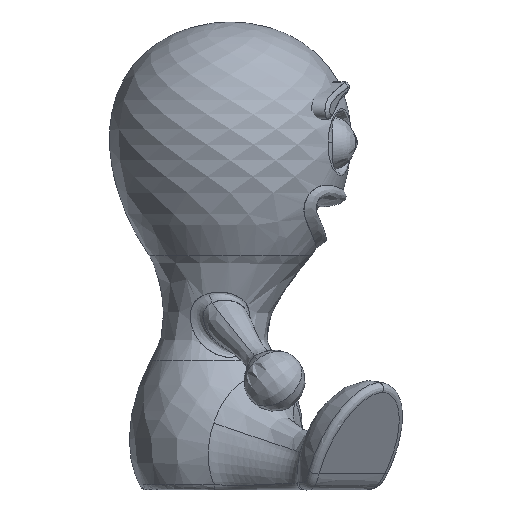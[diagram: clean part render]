
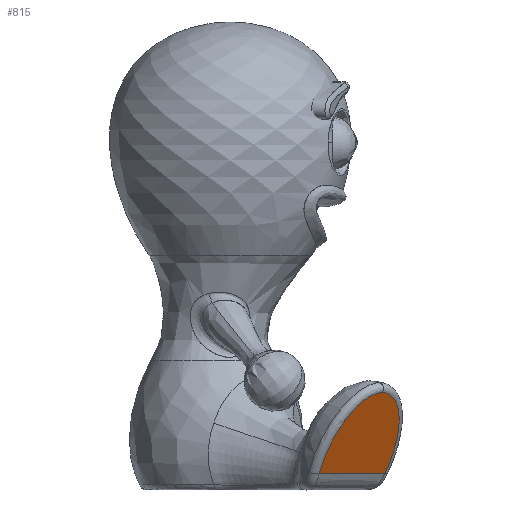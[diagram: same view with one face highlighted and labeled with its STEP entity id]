
A CAD part, left-side view. The second image highlights one B-rep face of the part: STEP entity #815.
In plain terms, the highlighted planar face has unit normal (-0.638, -0.601, -0.482).
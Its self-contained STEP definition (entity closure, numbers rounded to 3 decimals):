
#141=PLANE($,#2522);
#815=ADVANCED_FACE($,(#924),#141,.T.);
#924=FACE_OUTER_BOUND($,#1037,.T.);
#1037=EDGE_LOOP($,(#1388,#1389,#1390));
#1388=ORIENTED_EDGE($,*,*,#1794,.F.);
#1389=ORIENTED_EDGE($,*,*,#1793,.F.);
#1390=ORIENTED_EDGE($,*,*,#1792,.F.);
#1792=EDGE_CURVE($,#2100,#2101,#2448,.T.);
#1793=EDGE_CURVE($,#2101,#2102,#2449,.T.);
#1794=EDGE_CURVE($,#2102,#2100,#2450,.T.);
#2100=VERTEX_POINT($,#23732);
#2101=VERTEX_POINT($,#23733);
#2102=VERTEX_POINT($,#23734);
#2448=B_SPLINE_CURVE_WITH_KNOTS($,3,(#23678,#23679,#23680,#23681,#23682,
#23683,#23684,#23685,#23686,#23687,#23688,#23689,#23690,#23691,#23692,#23693,
#23694,#23695,#23696,#23697,#23698,#23699,#23700,#23701),.UNSPECIFIED.,.F.,
.F.,(4,1,1,1,1,1,1,1,1,1,1,1,1,1,1,1,1,1,1,1,1,4),(-0.85,0.114,
7.652,16.318,22.942,29.723,36.601,
43.504,50.355,57.078,63.596,69.838,
75.747,81.281,86.414,91.147,95.501,
99.402,102.761,104.203,106.999,108.171),
.UNSPECIFIED.);
#2449=B_SPLINE_CURVE_WITH_KNOTS($,3,(#23702,#23703,#23704,#23705,#23706,
#23707,#23708,#23709,#23710,#23711,#23712,#23713,#23714,#23715,#23716,#23717,
#23718,#23719,#23720,#23721,#23722,#23723,#23724,#23725,#23726),.UNSPECIFIED.,
.F.,.F.,(4,1,1,1,1,1,1,1,1,1,1,1,1,1,1,1,1,1,1,1,1,1,4),(0.,0.528,
2.804,5.281,7.977,11.456,15.187,
19.202,23.522,28.157,33.099,38.332,
44.387,50.119,56.02,62.037,68.117,
74.207,80.254,92.807,97.101,103.647,
109.02),.UNSPECIFIED.);
#2450=B_SPLINE_CURVE_WITH_KNOTS($,3,(#23727,#23728,#23729,#23730),.UNSPECIFIED.,
.F.,.F.,(4,4),(3.633,90.138),.UNSPECIFIED.);
#2522=AXIS2_PLACEMENT_3D($,#23731,#2537,$);
#2537=DIRECTION($,(-0.638,-0.601,-0.482));
#23678=CARTESIAN_POINT($,(-179.4,-84.954,15.538));
#23679=CARTESIAN_POINT($,(-179.54,-85.03,15.818));
#23680=CARTESIAN_POINT($,(-180.764,-85.707,18.282));
#23681=CARTESIAN_POINT($,(-183.103,-87.235,23.28));
#23682=CARTESIAN_POINT($,(-185.871,-89.649,29.95));
#23683=CARTESIAN_POINT($,(-188.224,-92.32,36.392));
#23684=CARTESIAN_POINT($,(-190.116,-95.042,42.287));
#23685=CARTESIAN_POINT($,(-191.741,-98.076,48.218));
#23686=CARTESIAN_POINT($,(-193.056,-101.398,54.098));
#23687=CARTESIAN_POINT($,(-194.022,-104.975,59.836));
#23688=CARTESIAN_POINT($,(-194.611,-108.761,65.334));
#23689=CARTESIAN_POINT($,(-194.805,-112.7,70.5));
#23690=CARTESIAN_POINT($,(-194.599,-116.728,75.247));
#23691=CARTESIAN_POINT($,(-194.001,-120.775,79.5));
#23692=CARTESIAN_POINT($,(-193.034,-124.771,83.202));
#23693=CARTESIAN_POINT($,(-191.735,-128.649,86.317));
#23694=CARTESIAN_POINT($,(-190.149,-132.351,88.833));
#23695=CARTESIAN_POINT($,(-188.342,-135.801,90.743));
#23696=CARTESIAN_POINT($,(-186.417,-138.901,92.06));
#23697=CARTESIAN_POINT($,(-184.771,-141.196,92.744));
#23698=CARTESIAN_POINT($,(-183.224,-143.161,93.145));
#23699=CARTESIAN_POINT($,(-182.055,-144.529,93.304));
#23700=CARTESIAN_POINT($,(-181.159,-145.501,93.331));
#23701=CARTESIAN_POINT($,(-180.891,-145.786,93.331));
#23702=CARTESIAN_POINT($,(-180.891,-145.786,93.331));
#23703=CARTESIAN_POINT($,(-180.77,-145.914,93.331));
#23704=CARTESIAN_POINT($,(-180.126,-146.591,93.323));
#23705=CARTESIAN_POINT($,(-178.88,-147.833,93.222));
#23706=CARTESIAN_POINT($,(-177.059,-149.49,92.88));
#23707=CARTESIAN_POINT($,(-174.888,-151.284,92.242));
#23708=CARTESIAN_POINT($,(-172.355,-153.144,91.21));
#23709=CARTESIAN_POINT($,(-169.468,-154.99,89.693));
#23710=CARTESIAN_POINT($,(-166.387,-156.68,87.724));
#23711=CARTESIAN_POINT($,(-163.136,-158.178,85.29));
#23712=CARTESIAN_POINT($,(-159.747,-159.448,82.39));
#23713=CARTESIAN_POINT($,(-156.261,-160.457,79.036));
#23714=CARTESIAN_POINT($,(-152.597,-161.205,75.12));
#23715=CARTESIAN_POINT($,(-148.94,-161.617,70.797));
#23716=CARTESIAN_POINT($,(-145.34,-161.688,66.123));
#23717=CARTESIAN_POINT($,(-141.943,-161.441,61.322));
#23718=CARTESIAN_POINT($,(-138.68,-160.887,56.315));
#23719=CARTESIAN_POINT($,(-135.586,-160.041,51.168));
#23720=CARTESIAN_POINT($,(-132.69,-158.926,45.946));
#23721=CARTESIAN_POINT($,(-129.038,-157.072,38.804));
#23722=CARTESIAN_POINT($,(-126.04,-154.891,32.121));
#23723=CARTESIAN_POINT($,(-123.348,-152.267,25.289));
#23724=CARTESIAN_POINT($,(-121.652,-150.272,20.558));
#23725=CARTESIAN_POINT($,(-120.546,-148.666,17.095));
#23726=CARTESIAN_POINT($,(-120.078,-147.914,15.538));
#23727=CARTESIAN_POINT($,(-120.078,-147.914,15.538));
#23728=CARTESIAN_POINT($,(-139.852,-126.927,15.538));
#23729=CARTESIAN_POINT($,(-159.626,-105.941,15.538));
#23730=CARTESIAN_POINT($,(-179.4,-84.954,15.538));
#23731=CARTESIAN_POINT($,(-202.427,-129.477,101.493));
#23732=CARTESIAN_POINT($,(-179.4,-84.954,15.538));
#23733=CARTESIAN_POINT($,(-180.891,-145.786,93.331));
#23734=CARTESIAN_POINT($,(-120.078,-147.914,15.538));
